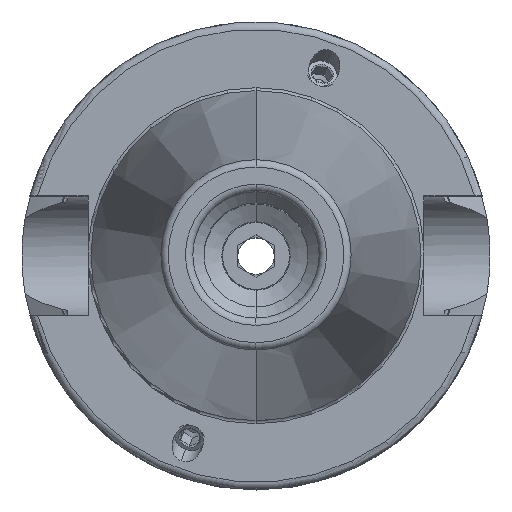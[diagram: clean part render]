
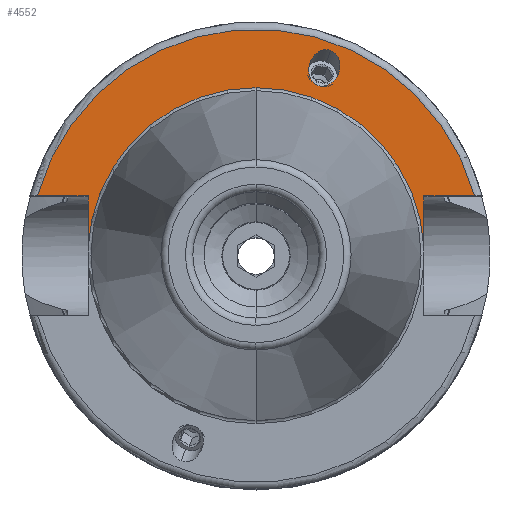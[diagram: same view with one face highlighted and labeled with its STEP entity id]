
A CAD part, top view. The second image highlights one B-rep face of the part: STEP entity #4552.
In plain terms, the highlighted planar face has unit normal (0, 0, 1).
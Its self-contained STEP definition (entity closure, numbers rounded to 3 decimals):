
#1375=DIRECTION('',(0,1,0));
#1376=VECTOR('',#1375,6.987);
#1377=CARTESIAN_POINT('',(-22.6,1.063,25));
#1378=LINE('',#1377,#1376);
#1379=DIRECTION('',(1,0,0));
#1380=VECTOR('',#1379,6.818);
#1381=CARTESIAN_POINT('',(-29.418,8.05,25));
#1382=LINE('',#1381,#1380);
#1383=DIRECTION('',(-1,0,0));
#1384=VECTOR('',#1383,6.818);
#1385=CARTESIAN_POINT('',(29.418,8.05,25));
#1386=LINE('',#1385,#1384);
#1387=DIRECTION('',(0,-1,0));
#1388=VECTOR('',#1387,6.987);
#1389=CARTESIAN_POINT('',(22.6,8.05,25));
#1390=LINE('',#1389,#1388);
#1391=CARTESIAN_POINT('',(10.056,27.629,25));
#1392=CARTESIAN_POINT('',(10.283,27.547,25));
#1393=CARTESIAN_POINT('',(10.737,27.268,25));
#1394=CARTESIAN_POINT('',(11.226,26.479,25));
#1395=CARTESIAN_POINT('',(11.341,25.65,25));
#1396=CARTESIAN_POINT('',(11.261,25.009,25));
#1397=CARTESIAN_POINT('',(11.137,24.573,25));
#1398=CARTESIAN_POINT('',(10.952,24.159,25));
#1399=CARTESIAN_POINT('',(10.601,23.617,25));
#1400=CARTESIAN_POINT('',(9.98,23.055,25));
#1401=CARTESIAN_POINT('',(9.098,22.765,25));
#1402=CARTESIAN_POINT('',(8.571,22.843,25));
#1403=CARTESIAN_POINT('',(8.344,22.926,25));
#1405=CARTESIAN_POINT('',(8.344,22.926,25));
#1406=CARTESIAN_POINT('',(8.117,23.009,25));
#1407=CARTESIAN_POINT('',(7.663,23.288,25));
#1408=CARTESIAN_POINT('',(7.174,24.076,25));
#1409=CARTESIAN_POINT('',(7.06,24.906,25));
#1410=CARTESIAN_POINT('',(7.14,25.547,25));
#1411=CARTESIAN_POINT('',(7.264,25.983,25));
#1412=CARTESIAN_POINT('',(7.449,26.396,25));
#1413=CARTESIAN_POINT('',(7.8,26.939,25));
#1414=CARTESIAN_POINT('',(8.421,27.5,25));
#1415=CARTESIAN_POINT('',(9.302,27.79,25));
#1416=CARTESIAN_POINT('',(9.829,27.712,25));
#1417=CARTESIAN_POINT('',(10.056,27.629,25));
#1453=CARTESIAN_POINT('',(0,0,25));
#1454=DIRECTION('',(0,0,1));
#1455=DIRECTION('',(0,1,0));
#1456=AXIS2_PLACEMENT_3D('',#1453,#1454,#1455);
#1484=CARTESIAN_POINT('',(0,0,25));
#1485=DIRECTION('',(0,0,-1));
#1486=DIRECTION('',(0,1,0));
#1487=AXIS2_PLACEMENT_3D('',#1484,#1485,#1486);
#1786=CARTESIAN_POINT('',(0,0,25));
#1787=DIRECTION('',(0,0,1));
#1788=DIRECTION('',(0.965,0.264,0));
#1789=AXIS2_PLACEMENT_3D('',#1786,#1787,#1788);
#2760=CARTESIAN_POINT('',(-22.6,1.063,25));
#2761=CARTESIAN_POINT('',(-22.6,8.05,25));
#2762=VERTEX_POINT('',#2760);
#2763=VERTEX_POINT('',#2761);
#2764=CARTESIAN_POINT('',(-29.418,8.05,25));
#2765=VERTEX_POINT('',#2764);
#2766=CARTESIAN_POINT('',(22.6,8.05,25));
#2767=CARTESIAN_POINT('',(22.6,1.063,25));
#2768=VERTEX_POINT('',#2766);
#2769=VERTEX_POINT('',#2767);
#2776=CARTESIAN_POINT('',(29.418,8.05,25));
#2777=VERTEX_POINT('',#2776);
#2824=CARTESIAN_POINT('',(0,22.625,25));
#2826=VERTEX_POINT('',#2824);
#2842=VERTEX_POINT('',#1391);
#2843=VERTEX_POINT('',#1403);
#4528=CARTESIAN_POINT('',(0,0,25));
#4529=DIRECTION('',(0,0,-1));
#4530=DIRECTION('',(0,-1,0));
#4531=AXIS2_PLACEMENT_3D('',#4528,#4529,#4530);
#4532=PLANE('',#4531);
#4533=ORIENTED_EDGE('',*,*,#4128,.T.);
#4534=ORIENTED_EDGE('',*,*,#4157,.F.);
#4536=ORIENTED_EDGE('',*,*,#4535,.F.);
#4537=ORIENTED_EDGE('',*,*,#4362,.T.);
#4539=ORIENTED_EDGE('',*,*,#4538,.T.);
#4541=ORIENTED_EDGE('',*,*,#4540,.F.);
#4543=ORIENTED_EDGE('',*,*,#4542,.T.);
#4544=EDGE_LOOP('',(#4533,#4534,#4536,#4537,#4539,#4541,#4543));
#4545=FACE_OUTER_BOUND('',#4544,.F.);
#4547=ORIENTED_EDGE('',*,*,#4546,.F.);
#4549=ORIENTED_EDGE('',*,*,#4548,.F.);
#4550=EDGE_LOOP('',(#4547,#4549));
#4551=FACE_BOUND('',#4550,.F.);
#4552=ADVANCED_FACE('',(#4545,#4551),#4532,.F.);
#1404=B_SPLINE_CURVE_WITH_KNOTS('',3,(#1391,#1392,#1393,#1394,#1395,#1396,#1397,
#1398,#1399,#1400,#1401,#1402,#1403),.UNSPECIFIED.,.F.,.F.,(4,1,1,1,1,1,1,1,1,1,
4),(0,0.125,0.25,0.375,0.438,0.5,0.563,0.625,0.75,0.875,
1.0),.UNSPECIFIED.);
#1418=B_SPLINE_CURVE_WITH_KNOTS('',3,(#1405,#1406,#1407,#1408,#1409,#1410,#1411,
#1412,#1413,#1414,#1415,#1416,#1417),.UNSPECIFIED.,.F.,.F.,(4,1,1,1,1,1,1,1,1,1,
4),(0,0.125,0.25,0.375,0.438,0.5,0.563,0.625,0.75,0.875,
1.0),.UNSPECIFIED.);
#1457=CIRCLE('',#1456,22.625);
#1488=CIRCLE('',#1487,22.625);
#1790=CIRCLE('',#1789,30.5);
#4128=EDGE_CURVE('',#2762,#2763,#1378,.T.);
#4157=EDGE_CURVE('',#2765,#2763,#1382,.T.);
#4362=EDGE_CURVE('',#2777,#2768,#1386,.T.);
#4535=EDGE_CURVE('',#2777,#2765,#1790,.T.);
#4538=EDGE_CURVE('',#2768,#2769,#1390,.T.);
#4540=EDGE_CURVE('',#2826,#2769,#1488,.T.);
#4542=EDGE_CURVE('',#2826,#2762,#1457,.T.);
#4546=EDGE_CURVE('',#2842,#2843,#1404,.T.);
#4548=EDGE_CURVE('',#2843,#2842,#1418,.T.);
